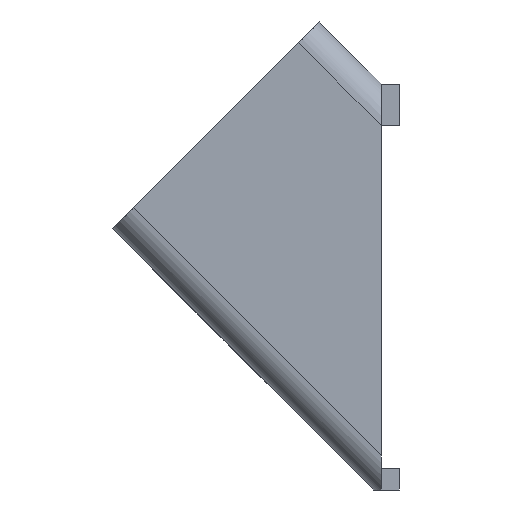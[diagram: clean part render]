
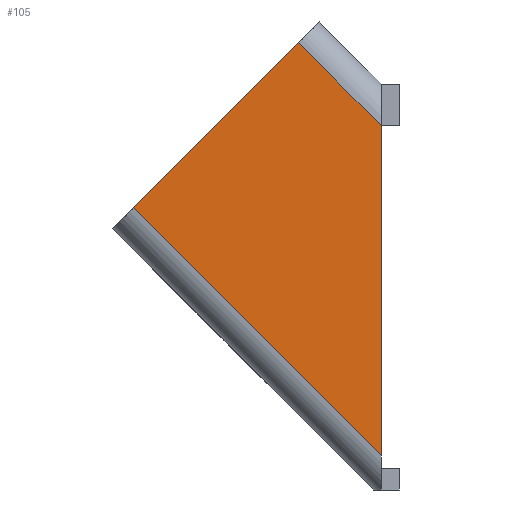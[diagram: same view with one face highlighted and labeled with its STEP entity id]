
A CAD part, left-side view. The second image highlights one B-rep face of the part: STEP entity #105.
In plain terms, the highlighted planar face has unit normal (-1, 0, 0).
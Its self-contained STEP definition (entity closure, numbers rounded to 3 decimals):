
#105 = ADVANCED_FACE( '', ( #275 ), #276, .F. );
#275 = FACE_OUTER_BOUND( '', #616, .T. );
#276 = PLANE( '', #617 );
#616 = EDGE_LOOP( '', ( #1246, #1247, #1248, #1249 ) );
#617 = AXIS2_PLACEMENT_3D( '', #1250, #1251, #1252 );
#1246 = ORIENTED_EDGE( '', *, *, #2057, .F. );
#1247 = ORIENTED_EDGE( '', *, *, #2167, .T. );
#1248 = ORIENTED_EDGE( '', *, *, #2134, .F. );
#1249 = ORIENTED_EDGE( '', *, *, #2168, .T. );
#1250 = CARTESIAN_POINT( '', ( -40., 0., 0. ) );
#1251 = DIRECTION( '', ( 1., 0., 0. ) );
#1252 = DIRECTION( '', ( 0., 0., -1. ) );
#2057 = EDGE_CURVE( '', #2499, #2501, #2502, .T. );
#2134 = EDGE_CURVE( '', #2636, #2638, #2639, .T. );
#2167 = EDGE_CURVE( '', #2499, #2638, #2693, .F. );
#2168 = EDGE_CURVE( '', #2636, #2501, #2694, .F. );
#2499 = VERTEX_POINT( '', #3271 );
#2501 = VERTEX_POINT( '', #3273 );
#2502 = LINE( '', #3274, #3275 );
#2636 = VERTEX_POINT( '', #3549 );
#2638 = VERTEX_POINT( '', #3551 );
#2639 = LINE( '', #3552, #3553 );
#2693 = LINE( '', #3628, #3629 );
#2694 = LINE( '', #3630, #3631 );
#3271 = CARTESIAN_POINT( '', ( -40., 33.942, -16.962 ) );
#3273 = CARTESIAN_POINT( '', ( -40., 11.318, 5.662 ) );
#3274 = CARTESIAN_POINT( '', ( -40., 36.77, -19.79 ) );
#3275 = VECTOR( '', #4039, 1000. );
#3549 = CARTESIAN_POINT( '', ( -40., 0., -5.657 ) );
#3551 = CARTESIAN_POINT( '', ( -40., 0., -50.903 ) );
#3552 = CARTESIAN_POINT( '', ( -40., 0., 0. ) );
#3553 = VECTOR( '', #4146, 1000. );
#3628 = CARTESIAN_POINT( '', ( -40., 25.452, -25.452 ) );
#3629 = VECTOR( '', #4201, 1000. );
#3630 = CARTESIAN_POINT( '', ( -40., 2.828, -2.828 ) );
#3631 = VECTOR( '', #4202, 1000. );
#4039 = DIRECTION( '', ( 0., -0.707, 0.707 ) );
#4146 = DIRECTION( '', ( 0., 0., -1. ) );
#4201 = DIRECTION( '', ( 0., 0.707, 0.707 ) );
#4202 = DIRECTION( '', ( 0., -0.707, -0.707 ) );
